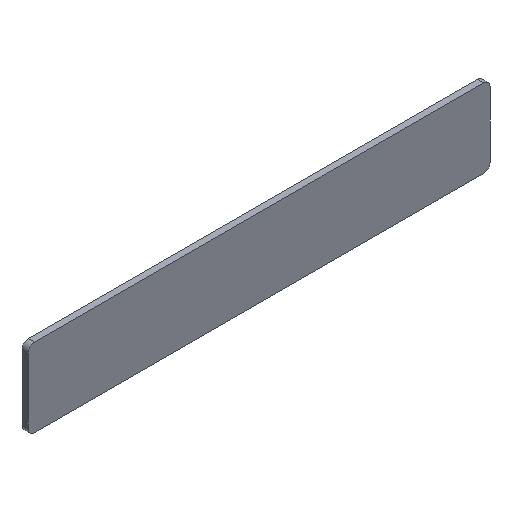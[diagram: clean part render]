
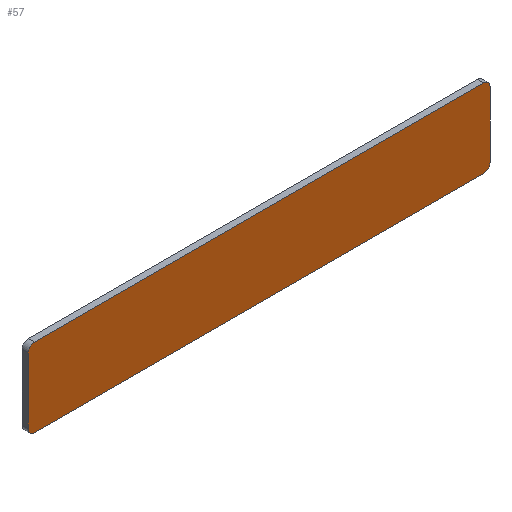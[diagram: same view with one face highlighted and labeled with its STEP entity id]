
A CAD part, isometric view. The second image highlights one B-rep face of the part: STEP entity #57.
In plain terms, the highlighted planar face has unit normal (0, -1, 0).
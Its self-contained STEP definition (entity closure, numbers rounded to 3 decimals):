
#21 = EDGE_CURVE('',#22,#24,#26,.T.);
#22 = VERTEX_POINT('',#23);
#23 = CARTESIAN_POINT('',(-91.25,-46.,-5.1));
#24 = VERTEX_POINT('',#25);
#25 = CARTESIAN_POINT('',(-91.25,-46.,20.9));
#26 = LINE('',#27,#28);
#27 = CARTESIAN_POINT('',(-91.25,-46.,-7.6));
#28 = VECTOR('',#29,1.);
#29 = DIRECTION('',(0.,0.,1.));
#57 = ADVANCED_FACE('',(#58),#119,.F.);
#58 = FACE_BOUND('',#59,.F.);
#59 = EDGE_LOOP('',(#60,#70,#77,#78,#87,#95,#104,#112));
#60 = ORIENTED_EDGE('',*,*,#61,.F.);
#61 = EDGE_CURVE('',#62,#64,#66,.T.);
#62 = VERTEX_POINT('',#63);
#63 = CARTESIAN_POINT('',(-88.75,-46.,-7.6));
#64 = VERTEX_POINT('',#65);
#65 = CARTESIAN_POINT('',(88.75,-46.,-7.6));
#66 = LINE('',#67,#68);
#67 = CARTESIAN_POINT('',(-91.25,-46.,-7.6));
#68 = VECTOR('',#69,1.);
#69 = DIRECTION('',(1.,0.,0.));
#70 = ORIENTED_EDGE('',*,*,#71,.F.);
#71 = EDGE_CURVE('',#22,#62,#72,.T.);
#72 = CIRCLE('',#73,2.5);
#73 = AXIS2_PLACEMENT_3D('',#74,#75,#76);
#74 = CARTESIAN_POINT('',(-88.75,-46.,-5.1));
#75 = DIRECTION('',(0.,-1.,0.));
#76 = DIRECTION('',(0.,0.,1.));
#77 = ORIENTED_EDGE('',*,*,#21,.T.);
#78 = ORIENTED_EDGE('',*,*,#79,.T.);
#79 = EDGE_CURVE('',#24,#80,#82,.T.);
#80 = VERTEX_POINT('',#81);
#81 = CARTESIAN_POINT('',(-88.75,-46.,23.4));
#82 = CIRCLE('',#83,2.5);
#83 = AXIS2_PLACEMENT_3D('',#84,#85,#86);
#84 = CARTESIAN_POINT('',(-88.75,-46.,20.9));
#85 = DIRECTION('',(0.,1.,0.));
#86 = DIRECTION('',(0.,0.,1.));
#87 = ORIENTED_EDGE('',*,*,#88,.T.);
#88 = EDGE_CURVE('',#80,#89,#91,.T.);
#89 = VERTEX_POINT('',#90);
#90 = CARTESIAN_POINT('',(88.75,-46.,23.4));
#91 = LINE('',#92,#93);
#92 = CARTESIAN_POINT('',(-91.25,-46.,23.4));
#93 = VECTOR('',#94,1.);
#94 = DIRECTION('',(1.,0.,0.));
#95 = ORIENTED_EDGE('',*,*,#96,.F.);
#96 = EDGE_CURVE('',#97,#89,#99,.T.);
#97 = VERTEX_POINT('',#98);
#98 = CARTESIAN_POINT('',(91.25,-46.,20.9));
#99 = CIRCLE('',#100,2.5);
#100 = AXIS2_PLACEMENT_3D('',#101,#102,#103);
#101 = CARTESIAN_POINT('',(88.75,-46.,20.9));
#102 = DIRECTION('',(0.,-1.,0.));
#103 = DIRECTION('',(0.,0.,1.));
#104 = ORIENTED_EDGE('',*,*,#105,.F.);
#105 = EDGE_CURVE('',#106,#97,#108,.T.);
#106 = VERTEX_POINT('',#107);
#107 = CARTESIAN_POINT('',(91.25,-46.,-5.1));
#108 = LINE('',#109,#110);
#109 = CARTESIAN_POINT('',(91.25,-46.,-7.6));
#110 = VECTOR('',#111,1.);
#111 = DIRECTION('',(0.,0.,1.));
#112 = ORIENTED_EDGE('',*,*,#113,.T.);
#113 = EDGE_CURVE('',#106,#64,#114,.T.);
#114 = CIRCLE('',#115,2.5);
#115 = AXIS2_PLACEMENT_3D('',#116,#117,#118);
#116 = CARTESIAN_POINT('',(88.75,-46.,-5.1));
#117 = DIRECTION('',(0.,1.,0.));
#118 = DIRECTION('',(0.,0.,1.));
#119 = PLANE('',#120);
#120 = AXIS2_PLACEMENT_3D('',#121,#122,#123);
#121 = CARTESIAN_POINT('',(-91.25,-46.,-7.6));
#122 = DIRECTION('',(0.,1.,0.));
#123 = DIRECTION('',(0.,0.,1.));
